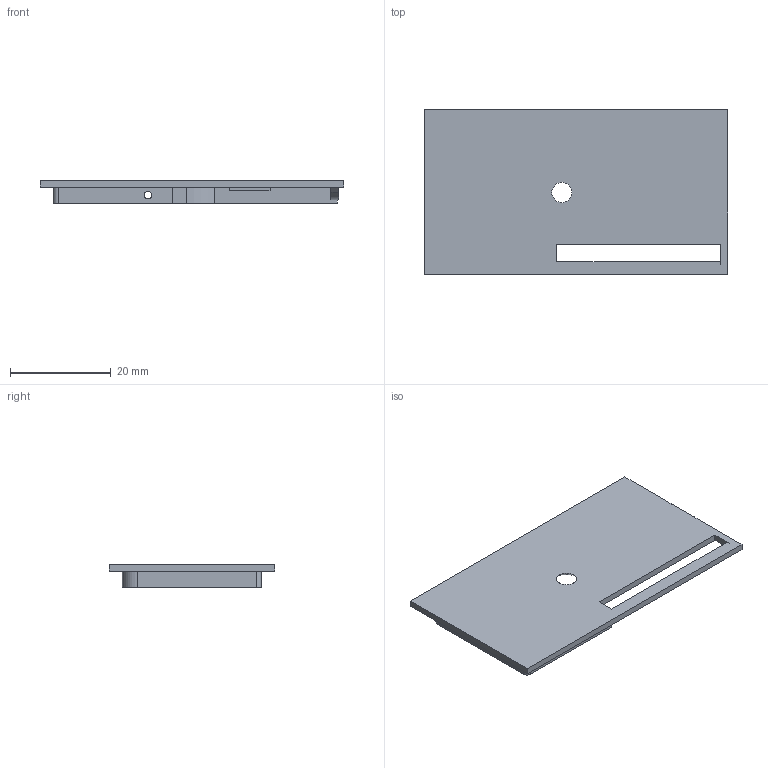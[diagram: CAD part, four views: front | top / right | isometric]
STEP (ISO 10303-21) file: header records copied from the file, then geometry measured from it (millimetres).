
FILE_DESCRIPTION(/* description */ (''),/* implementation_level */ '2;1');
FILE_NAME(/* name */ 'RXNOPWM_lid.step',/* time_stamp */ '2026-02-23T12:05:30Z',/* author */ (''),/* organization */ (''),/* preprocessor_version */ 'ST-DEVELOPER v20.1',/* originating_system */ 'Autodesk Translation Framework v14.24.0.0',/* authorisation */ '');
FILE_SCHEMA (('AUTOMOTIVE_DESIGN { 1 0 10303 214 3 1 1 }'));
Length unit declared in the file: millimetre
Products named in the file (1): RXNOPWM
Bounding box: 60.4 x 32.9 x 4.45 mm (x, y, z)
Volume: 2838 mm3; surface area: 4771.2 mm2
Topology: 1 solids, 1 shells, 57 faces, 164 edges, 107 vertices
Faces by surface type: plane 37, cylinder 17, bspline 2, cone 1
Full cylindrical faces by diameter (mm): 1.5 x2, 4 x1
Entity records: 1967 total; most frequent: CARTESIAN_POINT 404, ORIENTED_EDGE 324, DIRECTION 309, EDGE_CURVE 162, LINE 117, VECTOR 117, VERTEX_POINT 107, AXIS2_PLACEMENT_3D 96
